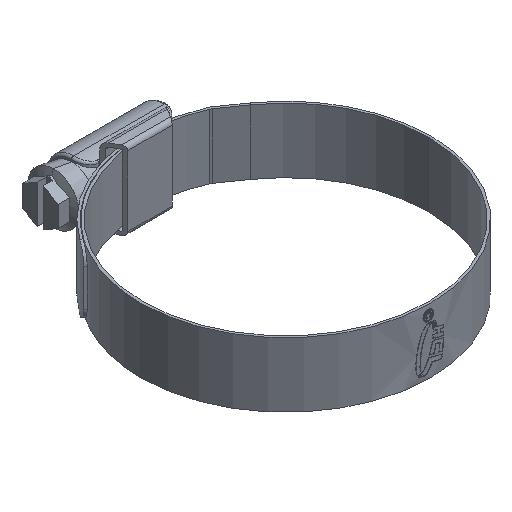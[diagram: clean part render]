
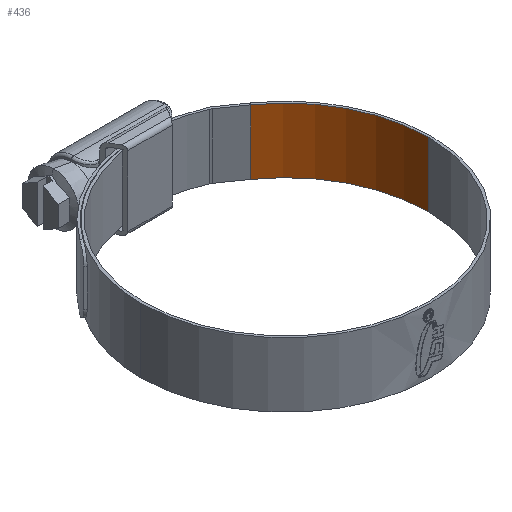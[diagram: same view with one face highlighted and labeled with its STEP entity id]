
A CAD part, isometric view. The second image highlights one B-rep face of the part: STEP entity #436.
In plain terms, the highlighted cylindrical face has radius 31.5 mm (diameter 63 mm), a partial arc.
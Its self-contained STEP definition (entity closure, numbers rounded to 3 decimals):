
#285 = VERTEX_POINT ( 'NONE', #5981 ) ;
#420 = CIRCLE ( 'NONE', #5103, 31.5 ) ;
#429 = DIRECTION ( 'NONE',  ( 1., 0., 0. ) ) ;
#436 = ADVANCED_FACE ( 'NONE', ( #6158 ), #7314, .F. ) ;
#472 = VERTEX_POINT ( 'NONE', #4685 ) ;
#788 = CARTESIAN_POINT ( 'NONE',  ( 18.068, 25.803, 7.135 ) ) ;
#822 = VECTOR ( 'NONE', #3268, 1000. ) ;
#1085 = ORIENTED_EDGE ( 'NONE', *, *, #4446, .F. ) ;
#1356 = DIRECTION ( 'NONE',  ( 0., 0., -1. ) ) ;
#1461 = ORIENTED_EDGE ( 'NONE', *, *, #4223, .T. ) ;
#1470 = DIRECTION ( 'NONE',  ( -1., 0., 0. ) ) ;
#1591 = DIRECTION ( 'NONE',  ( 0., 0., -1. ) ) ;
#1733 = EDGE_CURVE ( 'NONE', #4927, #472, #6270, .T. ) ;
#1944 = ORIENTED_EDGE ( 'NONE', *, *, #1733, .F. ) ;
#2354 = ORIENTED_EDGE ( 'NONE', *, *, #7461, .T. ) ;
#2631 = CARTESIAN_POINT ( 'NONE',  ( 0., 0., -7.135 ) ) ;
#2765 = CARTESIAN_POINT ( 'NONE',  ( 0., 0., 7.135 ) ) ;
#2815 = EDGE_LOOP ( 'NONE', ( #1944, #1461, #2354, #1085 ) ) ;
#3020 = CARTESIAN_POINT ( 'NONE',  ( 18.068, 25.803, -7.135 ) ) ;
#3233 = CARTESIAN_POINT ( 'NONE',  ( 31.5, 0., 7.135 ) ) ;
#3244 = DIRECTION ( 'NONE',  ( 1., 0., 0. ) ) ;
#3268 = DIRECTION ( 'NONE',  ( 0., 0., -1. ) ) ;
#4028 = CARTESIAN_POINT ( 'NONE',  ( 0., 0., 7.135 ) ) ;
#4223 = EDGE_CURVE ( 'NONE', #4927, #285, #5483, .T. ) ;
#4446 = EDGE_CURVE ( 'NONE', #472, #7393, #420, .T. ) ;
#4685 = CARTESIAN_POINT ( 'NONE',  ( 31.5, 0., -7.135 ) ) ;
#4927 = VERTEX_POINT ( 'NONE', #5186 ) ;
#4983 = DIRECTION ( 'NONE',  ( 0., 0., 1. ) ) ;
#5003 = AXIS2_PLACEMENT_3D ( 'NONE', #2765, #1356, #1470 ) ;
#5103 = AXIS2_PLACEMENT_3D ( 'NONE', #2631, #4983, #3244 ) ;
#5186 = CARTESIAN_POINT ( 'NONE',  ( 31.5, 0., 7.135 ) ) ;
#5483 = CIRCLE ( 'NONE', #7226, 31.5 ) ;
#5981 = CARTESIAN_POINT ( 'NONE',  ( 18.068, 25.803, 7.135 ) ) ;
#6158 = FACE_OUTER_BOUND ( 'NONE', #2815, .T. ) ;
#6270 = LINE ( 'NONE', #3233, #822 ) ;
#6679 = LINE ( 'NONE', #788, #7528 ) ;
#7025 = DIRECTION ( 'NONE',  ( 0., 0., 1. ) ) ;
#7226 = AXIS2_PLACEMENT_3D ( 'NONE', #4028, #7025, #429 ) ;
#7314 = CYLINDRICAL_SURFACE ( 'NONE', #5003, 31.5 ) ;
#7393 = VERTEX_POINT ( 'NONE', #3020 ) ;
#7461 = EDGE_CURVE ( 'NONE', #285, #7393, #6679, .T. ) ;
#7528 = VECTOR ( 'NONE', #1591, 1000. ) ;
